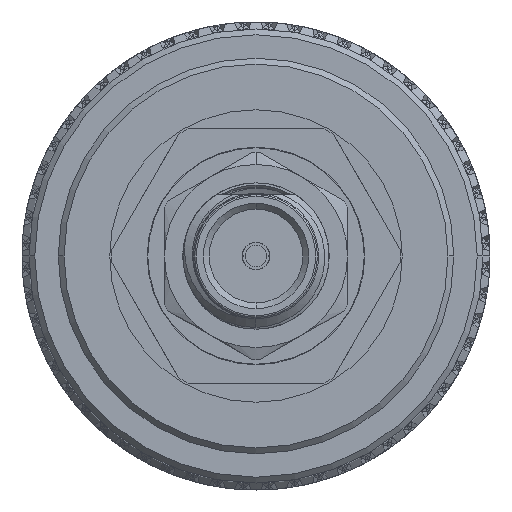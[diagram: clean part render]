
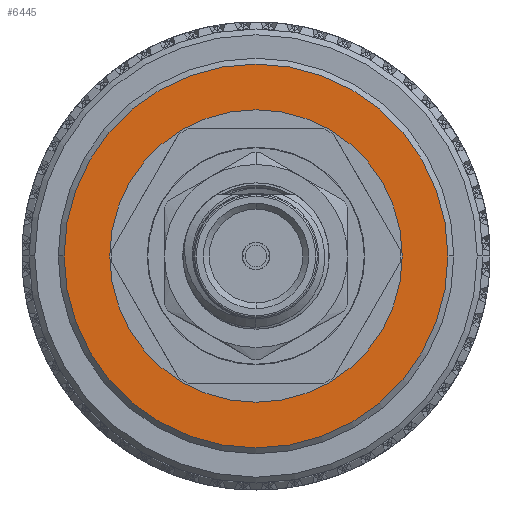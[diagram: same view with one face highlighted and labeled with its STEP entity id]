
A CAD part, left-side view. The second image highlights one B-rep face of the part: STEP entity #6445.
In plain terms, the highlighted face is planar.
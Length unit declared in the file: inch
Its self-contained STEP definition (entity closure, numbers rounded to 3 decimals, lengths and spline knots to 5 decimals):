
#2054 = ORIENTED_EDGE ( 'NONE', *, *, #95897, .F. ) ;
#6445 = ADVANCED_FACE ( 'NONE', ( #77529, #33683 ), #54196, .T. ) ;
#7414 = AXIS2_PLACEMENT_3D ( 'NONE', #18363, #27807, #111155 ) ;
#11035 = CIRCLE ( 'NONE', #105635, 0.25 ) ;
#11677 = DIRECTION ( 'NONE',  ( 0., 1., 0. ) ) ;
#13502 = CARTESIAN_POINT ( 'NONE',  ( 0.67383, 0.25, 0. ) ) ;
#14924 = DIRECTION ( 'NONE',  ( 1., 0., 0. ) ) ;
#18363 = CARTESIAN_POINT ( 'NONE',  ( 0.67383, 0.33809, 0. ) ) ;
#20029 = CARTESIAN_POINT ( 'NONE',  ( 0.67383, 0., 0. ) ) ;
#27807 = DIRECTION ( 'NONE',  ( 1., 0., 0. ) ) ;
#28254 = VERTEX_POINT ( 'NONE', #42196 ) ;
#30099 = CARTESIAN_POINT ( 'NONE',  ( 0.67383, 0., 0. ) ) ;
#33683 = FACE_OUTER_BOUND ( 'NONE', #37132, .T. ) ;
#35220 = CIRCLE ( 'NONE', #72960, 0.32809 ) ;
#37132 = EDGE_LOOP ( 'NONE', ( #80941, #61396 ) ) ;
#37173 = CIRCLE ( 'NONE', #87030, 0.32809 ) ;
#42196 = CARTESIAN_POINT ( 'NONE',  ( 0.67383, -0.32809, 0. ) ) ;
#42889 = ORIENTED_EDGE ( 'NONE', *, *, #90158, .F. ) ;
#42964 = AXIS2_PLACEMENT_3D ( 'NONE', #70890, #14924, #80715 ) ;
#44895 = EDGE_CURVE ( 'NONE', #28254, #53864, #37173, .T. ) ;
#47291 = DIRECTION ( 'NONE',  ( 1., 0., 0. ) ) ;
#47839 = CARTESIAN_POINT ( 'NONE',  ( 0.67383, 0., 0. ) ) ;
#48652 = DIRECTION ( 'NONE',  ( 0., 1., 0. ) ) ;
#49742 = CARTESIAN_POINT ( 'NONE',  ( 0.67383, 0.32809, 0. ) ) ;
#53864 = VERTEX_POINT ( 'NONE', #49742 ) ;
#54196 = PLANE ( 'NONE',  #7414 ) ;
#56658 = EDGE_LOOP ( 'NONE', ( #2054, #42889 ) ) ;
#57260 = DIRECTION ( 'NONE',  ( 1., 0., 0. ) ) ;
#57467 = CARTESIAN_POINT ( 'NONE',  ( 0.67383, -0.25, 0. ) ) ;
#61396 = ORIENTED_EDGE ( 'NONE', *, *, #113892, .T. ) ;
#62307 = VERTEX_POINT ( 'NONE', #57467 ) ;
#68084 = DIRECTION ( 'NONE',  ( 1., 0., 0. ) ) ;
#70890 = CARTESIAN_POINT ( 'NONE',  ( 0.67383, 0., 0. ) ) ;
#72960 = AXIS2_PLACEMENT_3D ( 'NONE', #20029, #47291, #85380 ) ;
#75882 = VERTEX_POINT ( 'NONE', #13502 ) ;
#77529 = FACE_BOUND ( 'NONE', #56658, .T. ) ;
#80715 = DIRECTION ( 'NONE',  ( 0., 1., 0. ) ) ;
#80941 = ORIENTED_EDGE ( 'NONE', *, *, #44895, .T. ) ;
#85380 = DIRECTION ( 'NONE',  ( 0., 1., 0. ) ) ;
#87030 = AXIS2_PLACEMENT_3D ( 'NONE', #47839, #57260, #48652 ) ;
#90158 = EDGE_CURVE ( 'NONE', #62307, #75882, #110937, .T. ) ;
#95897 = EDGE_CURVE ( 'NONE', #75882, #62307, #11035, .T. ) ;
#105635 = AXIS2_PLACEMENT_3D ( 'NONE', #30099, #68084, #11677 ) ;
#110937 = CIRCLE ( 'NONE', #42964, 0.25 ) ;
#111155 = DIRECTION ( 'NONE',  ( 0., 1., 0. ) ) ;
#113892 = EDGE_CURVE ( 'NONE', #53864, #28254, #35220, .T. ) ;
